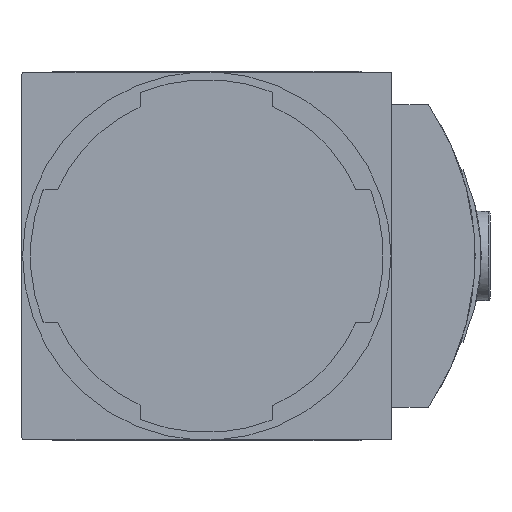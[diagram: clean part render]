
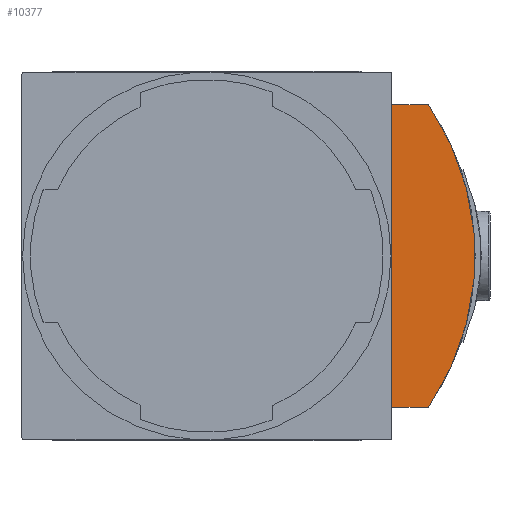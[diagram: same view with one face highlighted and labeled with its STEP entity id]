
A CAD part, front view. The second image highlights one B-rep face of the part: STEP entity #10377.
In plain terms, the highlighted planar face has unit normal (0, -1, 0).
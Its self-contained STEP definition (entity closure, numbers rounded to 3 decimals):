
#287=PLANE('',#11157);
#440=LINE('',#13683,#1056);
#916=LINE('',#15829,#1532);
#919=LINE('',#15839,#1535);
#1056=VECTOR('',#11395,1000.);
#1532=VECTOR('',#13177,1000.);
#1535=VECTOR('',#13190,1000.);
#3515=ORIENTED_EDGE('',*,*,#3919,.F.);
#3516=ORIENTED_EDGE('',*,*,#4833,.F.);
#3517=ORIENTED_EDGE('',*,*,#4831,.F.);
#3518=ORIENTED_EDGE('',*,*,#3900,.F.);
#3519=ORIENTED_EDGE('',*,*,#4830,.F.);
#3520=ORIENTED_EDGE('',*,*,#4828,.F.);
#3900=EDGE_CURVE('',#5003,#5004,#5714,.T.);
#3919=EDGE_CURVE('',#5022,#5012,#440,.T.);
#4828=EDGE_CURVE('',#5012,#5640,#916,.T.);
#4830=EDGE_CURVE('',#5640,#5003,#6006,.T.);
#4831=EDGE_CURVE('',#5004,#5641,#6007,.T.);
#4833=EDGE_CURVE('',#5641,#5022,#919,.T.);
#5003=VERTEX_POINT('',#13644);
#5004=VERTEX_POINT('',#13645);
#5012=VERTEX_POINT('',#13662);
#5022=VERTEX_POINT('',#13682);
#5640=VERTEX_POINT('',#15830);
#5641=VERTEX_POINT('',#15836);
#5714=CIRCLE('',#10494,45.);
#6006=CIRCLE('',#11153,0.3);
#6007=CIRCLE('',#11155,0.3);
#6412=EDGE_LOOP('',(#3515,#3516,#3517,#3518,#3519,#3520));
#6875=FACE_BOUND('',#6412,.T.);
#10377=ADVANCED_FACE('',(#6875),#287,.F.);
#10494=AXIS2_PLACEMENT_3D('',#13643,#11370,#11371);
#11153=AXIS2_PLACEMENT_3D('',#15833,#13181,#13182);
#11155=AXIS2_PLACEMENT_3D('',#15835,#13185,#13186);
#11157=AXIS2_PLACEMENT_3D('',#15840,#13191,#13192);
#11370=DIRECTION('',(0.,1.,0.));
#11371=DIRECTION('',(1.,0.,0.));
#11395=DIRECTION('',(0.,0.,1.));
#13177=DIRECTION('',(1.,0.,0.));
#13181=DIRECTION('',(0.,1.,0.));
#13182=DIRECTION('',(1.,0.,0.));
#13185=DIRECTION('',(0.,1.,0.));
#13186=DIRECTION('',(1.,0.,0.));
#13190=DIRECTION('',(-1.,0.,0.));
#13191=DIRECTION('',(0.,1.,0.));
#13192=DIRECTION('',(0.,0.,1.));
#13643=CARTESIAN_POINT('',(0.,-31.,0.));
#13644=CARTESIAN_POINT('',(37.246,-31.,25.253));
#13645=CARTESIAN_POINT('',(37.246,-31.,-25.253));
#13662=CARTESIAN_POINT('',(31.,-31.,25.385));
#13682=CARTESIAN_POINT('',(31.,-31.,-25.385));
#13683=CARTESIAN_POINT('',(31.,-31.,-25.385));
#15829=CARTESIAN_POINT('',(31.,-31.,25.385));
#15830=CARTESIAN_POINT('',(36.998,-31.,25.385));
#15833=CARTESIAN_POINT('',(36.998,-31.,25.085));
#15835=CARTESIAN_POINT('',(36.998,-31.,-25.085));
#15836=CARTESIAN_POINT('',(36.998,-31.,-25.385));
#15839=CARTESIAN_POINT('',(36.998,-31.,-25.385));
#15840=CARTESIAN_POINT('',(36.998,-31.,25.085));
